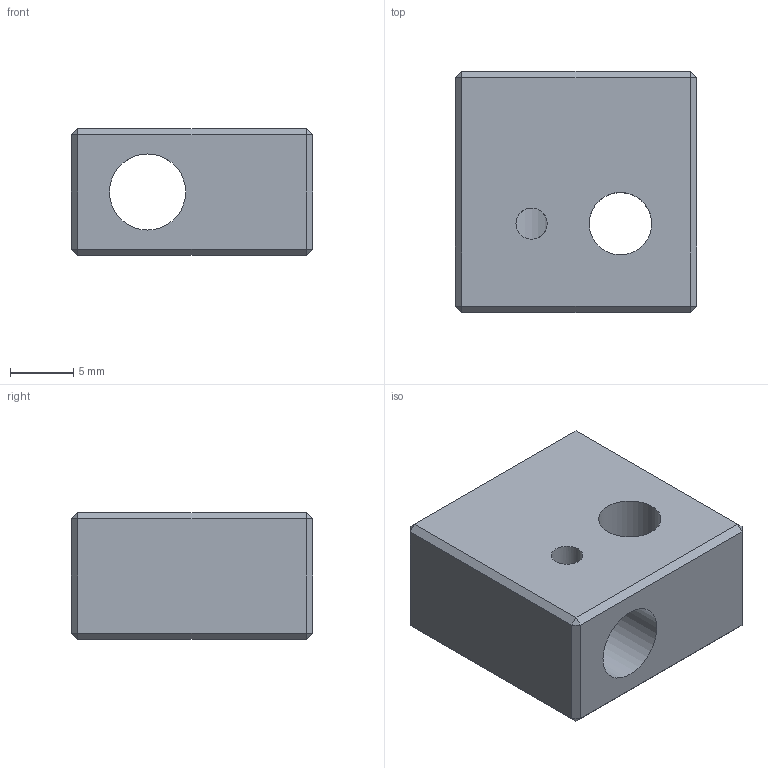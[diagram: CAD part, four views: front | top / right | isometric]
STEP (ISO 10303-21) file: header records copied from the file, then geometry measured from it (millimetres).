
FILE_DESCRIPTION(/* description */ ('HOT END DADO'),/* implementation_level */ '2;1');
FILE_NAME(/* name */ 'C04H030011-Hotend-heater-block.stp',/* time_stamp */ '2014-12-22T14:44:01+01:00',/* author */ ('MARCHA TECHNOLOGY'),/* organization */ ('MARCHA TECHNOLOGY'),/* preprocessor_version */ 'ST-DEVELOPER v15.6',/* originating_system */ 'Autodesk Inventor 2015',/* authorisation */ '');
FILE_SCHEMA (('CONFIG_CONTROL_DESIGN'));
Length unit declared in the file: millimetre
Products named in the file (1): C04H030011-Hotend-heater-block
Bounding box: 19 x 19 x 10 mm (x, y, z)
Volume: 2815.4 mm3; surface area: 1904.8 mm2
Topology: 1 solids, 1 shells, 31 faces, 64 edges, 35 vertices
Faces by surface type: plane 26, cylinder 4, cone 1
Full cylindrical faces by diameter (mm): 2.459 x2, 4.917 x1, 6 x1
Entity records: 796 total; most frequent: CARTESIAN_POINT 153, DIRECTION 126, ORIENTED_EDGE 112, EDGE_CURVE 56, LINE 48, VECTOR 48, EDGE_LOOP 42, AXIS2_PLACEMENT_3D 39
